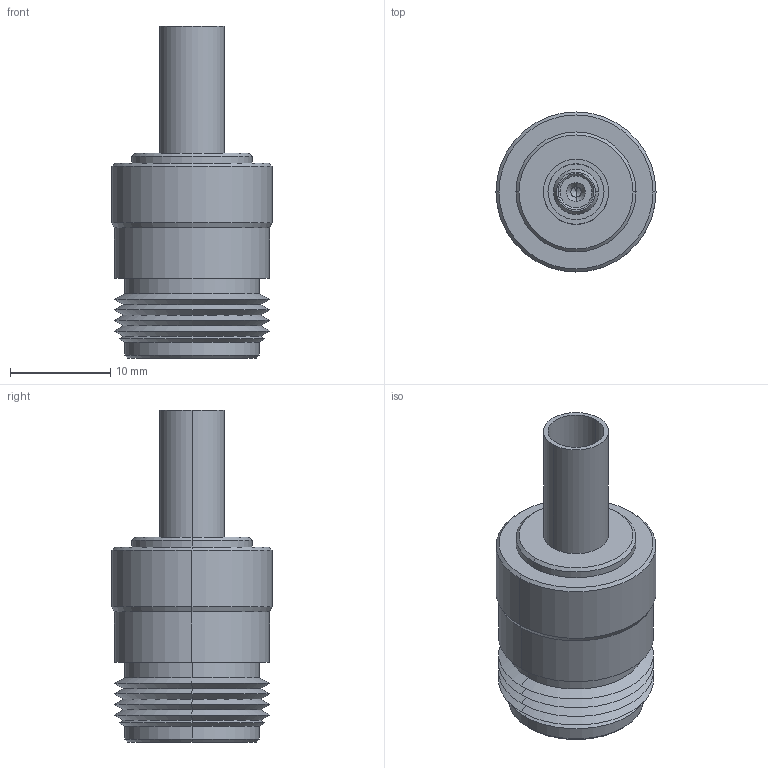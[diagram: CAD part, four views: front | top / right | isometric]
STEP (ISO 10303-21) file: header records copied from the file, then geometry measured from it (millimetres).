
FILE_DESCRIPTION (( 'STEP AP203' ), '1' );
FILE_NAME ('ARNJ-1700.STEP', '2013-03-07T21:37:59', ( 'x' ), ( '' ), 'SwSTEP 2.0', 'SolidWorks 2012', '' );
FILE_SCHEMA (( 'CONFIG_CONTROL_DESIGN' ));
Length unit declared in the file: inch
Products named in the file (4): ARNJ-1700-MA1; ARNJ-1700-MA2; ANM-1700-MA2; ARNJ-1700
Assembly tree (3 placements, depth 2):
  ARNJ-1700
    ARNJ-1700-MA1
    ARNJ-1700-MA2
    ANM-1700-MA2
Bounding box: 16 x 16 x 33.2 mm (x, y, z)
Volume: 3188.7 mm3; surface area: 2690.1 mm2
Topology: 3 solids, 3 shells, 110 faces, 224 edges, 130 vertices
Faces by surface type: cone 48, cylinder 44, plane 16, sphere 2
Entity records: 3410 total; most frequent: CARTESIAN_POINT 600, DIRECTION 568, ORIENTED_EDGE 444, AXIS2_PLACEMENT_3D 238, EDGE_CURVE 222, EDGE_LOOP 130, VERTEX_POINT 130, CIRCLE 122
